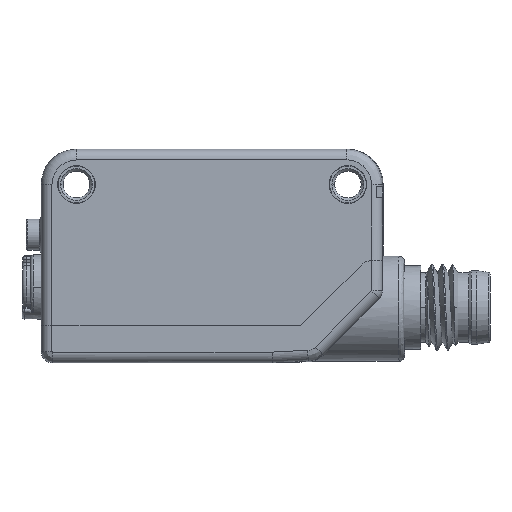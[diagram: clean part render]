
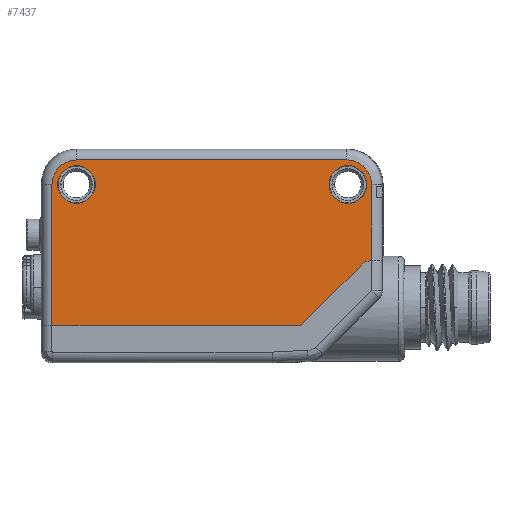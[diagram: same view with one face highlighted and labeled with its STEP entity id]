
A CAD part, left-side view. The second image highlights one B-rep face of the part: STEP entity #7437.
In plain terms, the highlighted planar face has unit normal (-1, 0, 0).
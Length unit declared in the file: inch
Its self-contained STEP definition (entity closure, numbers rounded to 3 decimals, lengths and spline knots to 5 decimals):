
#1=DIRECTION('',(0.,0.,1.));
#2=VECTOR('',#1,0.27963);
#3=CARTESIAN_POINT('',(-0.23622,-0.58711,
-0.01585));
#4=LINE('',#3,#2);
#5=DIRECTION('',(0.,-0.707,0.707));
#6=VECTOR('',#5,0.31517);
#7=CARTESIAN_POINT('',(-0.23622,-0.32593,
-0.25591));
#8=LINE('',#7,#6);
#9=DIRECTION('',(0.,-1.,0.));
#10=VECTOR('',#9,0.91648);
#11=CARTESIAN_POINT('',(-0.23622,0.59055,
-0.25591));
#12=LINE('',#11,#10);
#13=DIRECTION('',(0.,0.,-1.));
#14=VECTOR('',#13,0.51969);
#15=CARTESIAN_POINT('',(-0.23622,0.59055,
0.26378));
#16=LINE('',#15,#14);
#17=CARTESIAN_POINT('',(-0.23622,0.5,0.26378));
#18=DIRECTION('',(-1.,0.,0.));
#19=DIRECTION('',(0.,0.,1.));
#20=AXIS2_PLACEMENT_3D('',#17,#18,#19);
#22=DIRECTION('',(0.,1.,0.));
#23=VECTOR('',#22,0.99654);
#24=CARTESIAN_POINT('',(-0.23622,-0.49654,
0.35433));
#25=LINE('',#24,#23);
#26=CARTESIAN_POINT('',(-0.23622,-0.58711,
0.26378));
#27=CARTESIAN_POINT('',(-0.23622,-0.58711,
0.26692));
#28=CARTESIAN_POINT('',(-0.23622,-0.58678,
0.27318));
#29=CARTESIAN_POINT('',(-0.23622,-0.58531,
0.28256));
#30=CARTESIAN_POINT('',(-0.23622,-0.58285,
0.29175));
#31=CARTESIAN_POINT('',(-0.23622,-0.57945,
0.30063));
#32=CARTESIAN_POINT('',(-0.23622,-0.57514,
0.3091));
#33=CARTESIAN_POINT('',(-0.23622,-0.56996,
0.31708));
#34=CARTESIAN_POINT('',(-0.23622,-0.56397,
0.32448));
#35=CARTESIAN_POINT('',(-0.23622,-0.55725,
0.3312));
#36=CARTESIAN_POINT('',(-0.23622,-0.54985,
0.33719));
#37=CARTESIAN_POINT('',(-0.23622,-0.54187,
0.34236));
#38=CARTESIAN_POINT('',(-0.23622,-0.5334,
0.34667));
#39=CARTESIAN_POINT('',(-0.23622,-0.52452,
0.35008));
#40=CARTESIAN_POINT('',(-0.23622,-0.51533,
0.35253));
#41=CARTESIAN_POINT('',(-0.23622,-0.50594,
0.35401));
#42=CARTESIAN_POINT('',(-0.23622,-0.49968,
0.35433));
#43=CARTESIAN_POINT('',(-0.23622,-0.49654,
0.35433));
#45=CARTESIAN_POINT('',(-0.23622,0.5,0.26378));
#46=DIRECTION('',(1.,0.,0.));
#47=DIRECTION('',(0.,0.,-1.));
#48=AXIS2_PLACEMENT_3D('',#45,#46,#47);
#50=CARTESIAN_POINT('',(-0.23622,0.5,0.26378));
#51=DIRECTION('',(1.,0.,0.));
#52=DIRECTION('',(0.,0.,1.));
#53=AXIS2_PLACEMENT_3D('',#50,#51,#52);
#55=CARTESIAN_POINT('',(-0.23622,-0.5,0.26378));
#56=DIRECTION('',(1.,0.,0.));
#57=DIRECTION('',(0.,0.,-1.));
#58=AXIS2_PLACEMENT_3D('',#55,#56,#57);
#60=CARTESIAN_POINT('',(-0.23622,-0.5,0.26378));
#61=DIRECTION('',(1.,0.,0.));
#62=DIRECTION('',(0.,0.,1.));
#63=AXIS2_PLACEMENT_3D('',#60,#61,#62);
#2038=CARTESIAN_POINT('',(-0.23622,-0.59055,
-0.0748));
#2039=DIRECTION('',(1.,0.,0.));
#2040=DIRECTION('',(0.,0.707,0.707));
#2041=AXIS2_PLACEMENT_3D('',#2038,#2039,#2040);
#6347=CARTESIAN_POINT('',(-0.23622,-0.32593,
-0.25591));
#6349=VERTEX_POINT('',#6347);
#6410=VERTEX_POINT('',#26);
#6411=VERTEX_POINT('',#43);
#6414=CARTESIAN_POINT('',(-0.23622,0.5,0.35433));
#6415=VERTEX_POINT('',#6414);
#6449=CARTESIAN_POINT('',(-0.23622,-0.54879,
-0.03304));
#6450=VERTEX_POINT('',#6449);
#6453=CARTESIAN_POINT('',(-0.23622,-0.58711,
-0.01585));
#6454=VERTEX_POINT('',#6453);
#6561=CARTESIAN_POINT('',(-0.23622,-0.5,0.33307));
#6562=CARTESIAN_POINT('',(-0.23622,-0.5,0.19449));
#6563=VERTEX_POINT('',#6561);
#6564=VERTEX_POINT('',#6562);
#6565=CARTESIAN_POINT('',(-0.23622,0.5,0.33307));
#6566=CARTESIAN_POINT('',(-0.23622,0.5,0.19449));
#6567=VERTEX_POINT('',#6565);
#6568=VERTEX_POINT('',#6566);
#6577=CARTESIAN_POINT('',(-0.23622,0.59055,
-0.25591));
#6579=VERTEX_POINT('',#6577);
#6583=CARTESIAN_POINT('',(-0.23622,0.59055,
0.26378));
#6584=VERTEX_POINT('',#6583);
#7402=CARTESIAN_POINT('',(-0.23622,0.,0.));
#7403=DIRECTION('',(1.,0.,0.));
#7404=DIRECTION('',(0.,0.,-1.));
#7405=AXIS2_PLACEMENT_3D('',#7402,#7403,#7404);
#7406=PLANE('',#7405);
#7408=ORIENTED_EDGE('',*,*,#7407,.F.);
#7410=ORIENTED_EDGE('',*,*,#7409,.F.);
#7412=ORIENTED_EDGE('',*,*,#7411,.F.);
#7414=ORIENTED_EDGE('',*,*,#7413,.F.);
#7416=ORIENTED_EDGE('',*,*,#7415,.F.);
#7418=ORIENTED_EDGE('',*,*,#7417,.F.);
#7420=ORIENTED_EDGE('',*,*,#7419,.F.);
#7422=ORIENTED_EDGE('',*,*,#7421,.F.);
#7423=EDGE_LOOP('',(#7408,#7410,#7412,#7414,#7416,#7418,#7420,#7422));
#7424=FACE_OUTER_BOUND('',#7423,.F.);
#7426=ORIENTED_EDGE('',*,*,#7425,.F.);
#7428=ORIENTED_EDGE('',*,*,#7427,.F.);
#7429=EDGE_LOOP('',(#7426,#7428));
#7430=FACE_BOUND('',#7429,.F.);
#7432=ORIENTED_EDGE('',*,*,#7431,.F.);
#7434=ORIENTED_EDGE('',*,*,#7433,.F.);
#7435=EDGE_LOOP('',(#7432,#7434));
#7436=FACE_BOUND('',#7435,.F.);
#7437=ADVANCED_FACE('',(#7424,#7430,#7436),#7406,.F.);
#21=CIRCLE('',#20,0.09055);
#44=B_SPLINE_CURVE_WITH_KNOTS('',3,(#26,#27,#28,#29,#30,#31,#32,#33,#34,#35,#36,
#37,#38,#39,#40,#41,#42,#43),.UNSPECIFIED.,.F.,.F.,(4,1,1,1,1,1,1,1,1,1,1,1,1,1,
1,4),(0.,0.06667,0.13333,0.2,0.26667,
0.33333,0.4,0.46667,0.53333,0.6,
0.66667,0.73333,0.8,0.86667,0.93333,
1.),.UNSPECIFIED.);
#49=CIRCLE('',#48,0.06929);
#54=CIRCLE('',#53,0.06929);
#59=CIRCLE('',#58,0.06929);
#64=CIRCLE('',#63,0.06929);
#2042=CIRCLE('',#2041,0.05906);
#7407=EDGE_CURVE('',#6454,#6410,#4,.T.);
#7409=EDGE_CURVE('',#6450,#6454,#2042,.T.);
#7411=EDGE_CURVE('',#6349,#6450,#8,.T.);
#7413=EDGE_CURVE('',#6579,#6349,#12,.T.);
#7415=EDGE_CURVE('',#6584,#6579,#16,.T.);
#7417=EDGE_CURVE('',#6415,#6584,#21,.T.);
#7419=EDGE_CURVE('',#6411,#6415,#25,.T.);
#7421=EDGE_CURVE('',#6410,#6411,#44,.T.);
#7425=EDGE_CURVE('',#6568,#6567,#49,.T.);
#7427=EDGE_CURVE('',#6567,#6568,#54,.T.);
#7431=EDGE_CURVE('',#6564,#6563,#59,.T.);
#7433=EDGE_CURVE('',#6563,#6564,#64,.T.);
